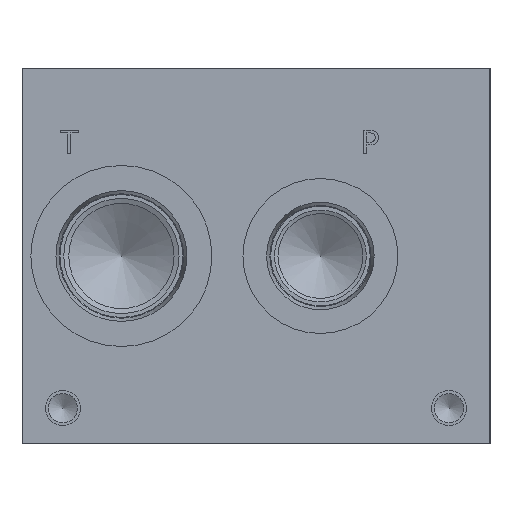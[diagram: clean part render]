
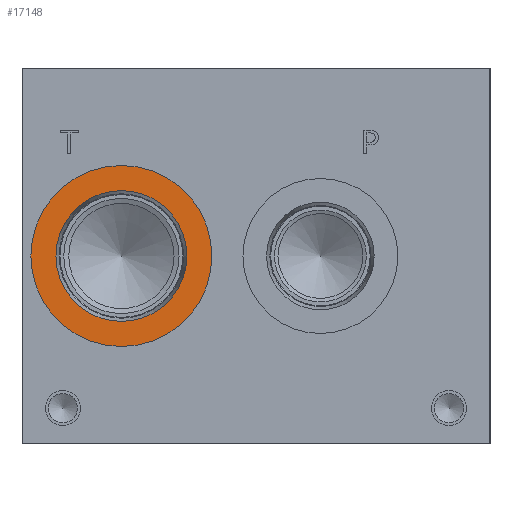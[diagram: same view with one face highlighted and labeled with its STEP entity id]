
A CAD part, left-side view. The second image highlights one B-rep face of the part: STEP entity #17148.
In plain terms, the highlighted planar face has unit normal (-1, 0, 0).
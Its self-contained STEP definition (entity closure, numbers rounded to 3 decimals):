
#598=CIRCLE('',#18068,24.562);
#599=CIRCLE('',#18069,24.562);
#600=CIRCLE('',#18071,17.755);
#601=CIRCLE('',#18072,17.755);
#1429=FACE_BOUND('',#3178,.T.);
#2177=FACE_OUTER_BOUND('',#3177,.T.);
#3177=EDGE_LOOP('',(#14158,#14159));
#3178=EDGE_LOOP('',(#14160,#14161));
#7753=VERTEX_POINT('',#28606);
#7754=VERTEX_POINT('',#28608);
#7755=VERTEX_POINT('',#28612);
#7756=VERTEX_POINT('',#28613);
#10016=EDGE_CURVE('',#7753,#7754,#598,.T.);
#10017=EDGE_CURVE('',#7754,#7753,#599,.T.);
#10018=EDGE_CURVE('',#7755,#7756,#600,.T.);
#10019=EDGE_CURVE('',#7756,#7755,#601,.T.);
#14158=ORIENTED_EDGE('',*,*,#10017,.F.);
#14159=ORIENTED_EDGE('',*,*,#10016,.F.);
#14160=ORIENTED_EDGE('',*,*,#10018,.T.);
#14161=ORIENTED_EDGE('',*,*,#10019,.T.);
#15894=PLANE('',#18070);
#17148=ADVANCED_FACE('',(#2177,#1429),#15894,.F.);
#18068=AXIS2_PLACEMENT_3D('',#28609,#21358,#21359);
#18069=AXIS2_PLACEMENT_3D('',#28610,#21360,#21361);
#18070=AXIS2_PLACEMENT_3D('',#28611,#21362,#21363);
#18071=AXIS2_PLACEMENT_3D('',#28614,#21364,#21365);
#18072=AXIS2_PLACEMENT_3D('',#28615,#21366,#21367);
#21358=DIRECTION('center_axis',(1.,0.,0.));
#21359=DIRECTION('ref_axis',(0.,0.,-1.));
#21360=DIRECTION('center_axis',(1.,0.,0.));
#21361=DIRECTION('ref_axis',(0.,0.,-1.));
#21362=DIRECTION('center_axis',(1.,0.,0.));
#21363=DIRECTION('ref_axis',(0.,0.,-1.));
#21364=DIRECTION('center_axis',(1.,0.,0.));
#21365=DIRECTION('ref_axis',(0.,0.,-1.));
#21366=DIRECTION('center_axis',(1.,0.,0.));
#21367=DIRECTION('ref_axis',(0.,0.,-1.));
#28606=CARTESIAN_POINT('',(0.787,100.025,26.238));
#28608=CARTESIAN_POINT('',(0.787,100.025,75.362));
#28609=CARTESIAN_POINT('Origin',(0.787,100.025,50.8));
#28610=CARTESIAN_POINT('Origin',(0.787,100.025,50.8));
#28611=CARTESIAN_POINT('Origin',(0.787,100.025,68.555));
#28612=CARTESIAN_POINT('',(0.787,100.025,68.555));
#28613=CARTESIAN_POINT('',(0.787,100.025,33.045));
#28614=CARTESIAN_POINT('Origin',(0.787,100.025,50.8));
#28615=CARTESIAN_POINT('Origin',(0.787,100.025,50.8));
